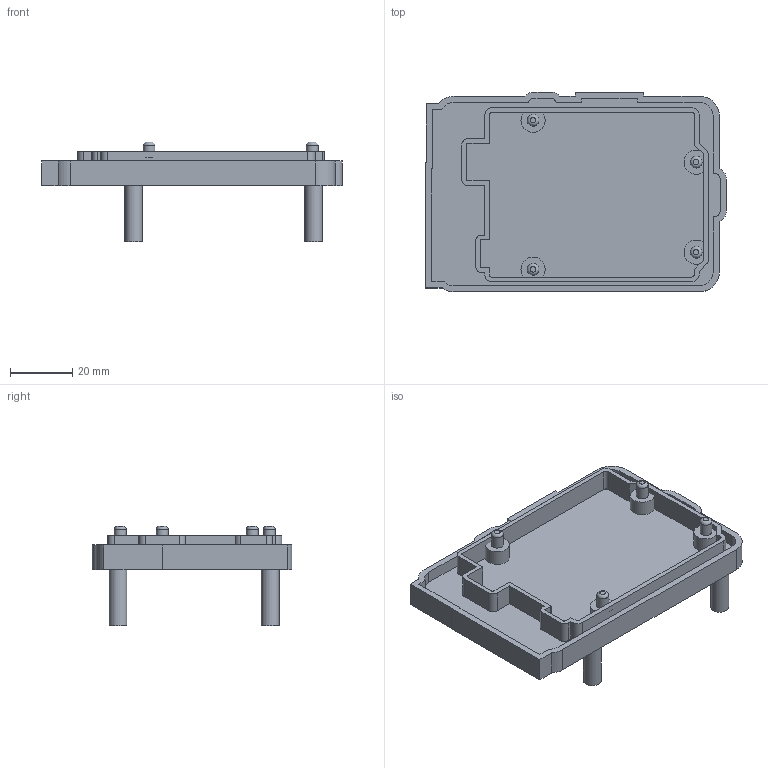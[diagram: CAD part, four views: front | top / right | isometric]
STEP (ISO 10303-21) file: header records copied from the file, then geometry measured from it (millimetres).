
FILE_DESCRIPTION(('HOOPS Exchange Step'),'2;1');
FILE_NAME('temp_export','2022-08-23T18:38:03+02:00',('asadu'),('Shapr3D Limited'),'HOOPS Exchange 2022.0','Shapr3D','Authorized');
FILE_SCHEMA( ('AP242_MANAGED_MODEL_BASED_3D_ENGINEERING_MIM_LF {1 0 10303 442 1 1 4 }') );
Length unit declared in the file: millimetre
Products named in the file (3): Arduino Platform; Microcontroller Platform; root
Assembly tree (2 placements, depth 3):
  root
    Microcontroller Platform
      Arduino Platform
Bounding box: 96.88 x 64.34 x 32 mm (x, y, z)
Volume: 21055.7 mm3; surface area: 24636.7 mm2
Topology: 14 solids, 14 shells, 190 faces, 508 edges, 348 vertices
Faces by surface type: plane 112, cylinder 70, torus 4, cone 4
Full cylindrical faces by diameter (mm): 3 x4, 3.8 x8, 5.7 x4, 7.8 x4
Entity records: 6127 total; most frequent: DIRECTION 1088, CARTESIAN_POINT 1052, ORIENTED_EDGE 1016, EDGE_CURVE 508, AXIS2_PLACEMENT_3D 384, VERTEX_POINT 348, VECTOR 320, LINE 320
